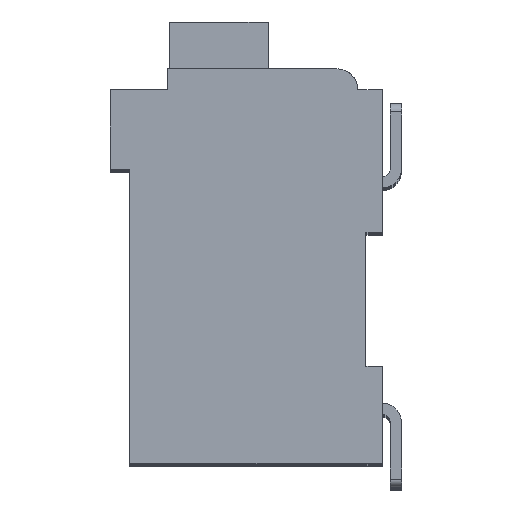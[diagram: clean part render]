
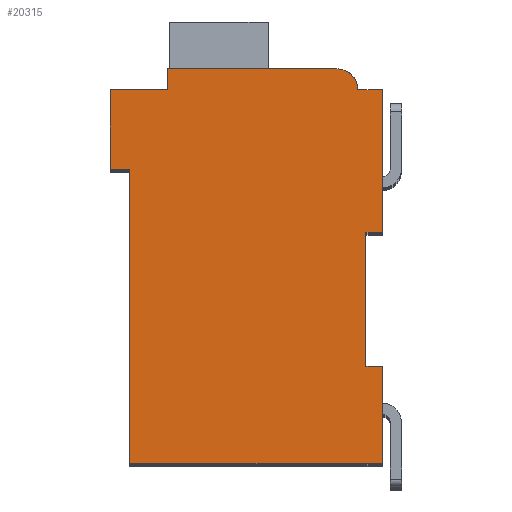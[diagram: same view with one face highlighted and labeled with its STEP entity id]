
A CAD part, top view. The second image highlights one B-rep face of the part: STEP entity #20315.
In plain terms, the highlighted planar face has unit normal (0, 0, 1).
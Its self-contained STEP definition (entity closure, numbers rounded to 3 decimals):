
#2274=DIRECTION('',(1.,0.,0.));
#2275=VECTOR('',#2274,0.5);
#2276=CARTESIAN_POINT('',(7.3,7.15,2.1));
#2277=LINE('',#2276,#2275);
#2278=DIRECTION('',(0.,1.,0.));
#2279=VECTOR('',#2278,4.15);
#2280=CARTESIAN_POINT('',(7.3,3.,2.1));
#2281=LINE('',#2280,#2279);
#2282=DIRECTION('',(-1.,0.,0.));
#2283=VECTOR('',#2282,0.5);
#2284=CARTESIAN_POINT('',(7.8,3.,2.1));
#2285=LINE('',#2284,#2283);
#2286=DIRECTION('',(0.,1.,0.));
#2287=VECTOR('',#2286,3.);
#2288=CARTESIAN_POINT('',(7.8,0.,2.1));
#2289=LINE('',#2288,#2287);
#2290=DIRECTION('',(1.,0.,0.));
#2291=VECTOR('',#2290,7.8);
#2292=CARTESIAN_POINT('',(0.,0.,2.1));
#2293=LINE('',#2292,#2291);
#2294=DIRECTION('',(0.,-1.,0.));
#2295=VECTOR('',#2294,9.1);
#2296=CARTESIAN_POINT('',(0.,9.1,2.1));
#2297=LINE('',#2296,#2295);
#2298=DIRECTION('',(1.,0.,0.));
#2299=VECTOR('',#2298,0.6);
#2300=CARTESIAN_POINT('',(-0.6,9.1,2.1));
#2301=LINE('',#2300,#2299);
#2302=DIRECTION('',(0.,-1.,0.));
#2303=VECTOR('',#2302,2.45);
#2304=CARTESIAN_POINT('',(-0.6,11.55,2.1));
#2305=LINE('',#2304,#2303);
#2306=DIRECTION('',(-1.,0.,0.));
#2307=VECTOR('',#2306,1.75);
#2308=CARTESIAN_POINT('',(1.15,11.55,2.1));
#2309=LINE('',#2308,#2307);
#2310=DIRECTION('',(0.,-1.,0.));
#2311=VECTOR('',#2310,0.65);
#2312=CARTESIAN_POINT('',(1.15,12.2,2.1));
#2313=LINE('',#2312,#2311);
#2314=DIRECTION('',(-1.,0.,0.));
#2315=VECTOR('',#2314,5.25);
#2316=CARTESIAN_POINT('',(6.4,12.2,2.1));
#2317=LINE('',#2316,#2315);
#2318=CARTESIAN_POINT('',(6.4,11.55,2.1));
#2319=DIRECTION('',(0.,0.,1.));
#2320=DIRECTION('',(1.,0.,0.));
#2321=AXIS2_PLACEMENT_3D('',#2318,#2319,#2320);
#2323=DIRECTION('',(-1.,0.,0.));
#2324=VECTOR('',#2323,0.75);
#2325=CARTESIAN_POINT('',(7.8,11.55,2.1));
#2326=LINE('',#2325,#2324);
#2327=DIRECTION('',(0.,1.,0.));
#2328=VECTOR('',#2327,4.4);
#2329=CARTESIAN_POINT('',(7.8,7.15,2.1));
#2330=LINE('',#2329,#2328);
#14131=CARTESIAN_POINT('',(7.3,7.15,2.1));
#14132=CARTESIAN_POINT('',(7.8,7.15,2.1));
#14133=VERTEX_POINT('',#14131);
#14134=VERTEX_POINT('',#14132);
#14135=CARTESIAN_POINT('',(7.8,11.55,2.1));
#14136=VERTEX_POINT('',#14135);
#14137=CARTESIAN_POINT('',(7.05,11.55,2.1));
#14138=VERTEX_POINT('',#14137);
#14139=CARTESIAN_POINT('',(6.4,12.2,2.1));
#14140=VERTEX_POINT('',#14139);
#14141=CARTESIAN_POINT('',(1.15,12.2,2.1));
#14142=VERTEX_POINT('',#14141);
#14143=CARTESIAN_POINT('',(1.15,11.55,2.1));
#14144=VERTEX_POINT('',#14143);
#14145=CARTESIAN_POINT('',(-0.6,11.55,2.1));
#14146=VERTEX_POINT('',#14145);
#14147=CARTESIAN_POINT('',(-0.6,9.1,2.1));
#14148=VERTEX_POINT('',#14147);
#14149=CARTESIAN_POINT('',(0.,9.1,2.1));
#14150=VERTEX_POINT('',#14149);
#14151=CARTESIAN_POINT('',(0.,0.,2.1));
#14152=VERTEX_POINT('',#14151);
#14153=CARTESIAN_POINT('',(7.8,0.,2.1));
#14154=VERTEX_POINT('',#14153);
#14155=CARTESIAN_POINT('',(7.8,3.,2.1));
#14156=VERTEX_POINT('',#14155);
#14157=CARTESIAN_POINT('',(7.3,3.,2.1));
#14158=VERTEX_POINT('',#14157);
#20285=CARTESIAN_POINT('',(0.,0.,2.1));
#20286=DIRECTION('',(0.,0.,1.));
#20287=DIRECTION('',(1.,0.,0.));
#20288=AXIS2_PLACEMENT_3D('',#20285,#20286,#20287);
#20289=PLANE('',#20288);
#20290=ORIENTED_EDGE('',*,*,#18524,.F.);
#20291=ORIENTED_EDGE('',*,*,#19232,.F.);
#20293=ORIENTED_EDGE('',*,*,#20292,.F.);
#20295=ORIENTED_EDGE('',*,*,#20294,.F.);
#20296=ORIENTED_EDGE('',*,*,#19927,.F.);
#20297=ORIENTED_EDGE('',*,*,#19796,.F.);
#20299=ORIENTED_EDGE('',*,*,#20298,.F.);
#20301=ORIENTED_EDGE('',*,*,#20300,.F.);
#20303=ORIENTED_EDGE('',*,*,#20302,.F.);
#20305=ORIENTED_EDGE('',*,*,#20304,.F.);
#20307=ORIENTED_EDGE('',*,*,#20306,.F.);
#20309=ORIENTED_EDGE('',*,*,#20308,.F.);
#20311=ORIENTED_EDGE('',*,*,#20310,.F.);
#20312=ORIENTED_EDGE('',*,*,#18908,.F.);
#20313=EDGE_LOOP('',(#20290,#20291,#20293,#20295,#20296,#20297,#20299,#20301,
#20303,#20305,#20307,#20309,#20311,#20312));
#20314=FACE_OUTER_BOUND('',#20313,.F.);
#2322=CIRCLE('',#2321,0.65);
#18524=EDGE_CURVE('',#14133,#14134,#2277,.T.);
#18908=EDGE_CURVE('',#14134,#14136,#2330,.T.);
#19232=EDGE_CURVE('',#14158,#14133,#2281,.T.);
#19796=EDGE_CURVE('',#14150,#14152,#2297,.T.);
#19927=EDGE_CURVE('',#14152,#14154,#2293,.T.);
#20292=EDGE_CURVE('',#14156,#14158,#2285,.T.);
#20294=EDGE_CURVE('',#14154,#14156,#2289,.T.);
#20298=EDGE_CURVE('',#14148,#14150,#2301,.T.);
#20300=EDGE_CURVE('',#14146,#14148,#2305,.T.);
#20302=EDGE_CURVE('',#14144,#14146,#2309,.T.);
#20304=EDGE_CURVE('',#14142,#14144,#2313,.T.);
#20306=EDGE_CURVE('',#14140,#14142,#2317,.T.);
#20308=EDGE_CURVE('',#14138,#14140,#2322,.T.);
#20310=EDGE_CURVE('',#14136,#14138,#2326,.T.);
#20315=ADVANCED_FACE('',(#20314),#20289,.T.);
